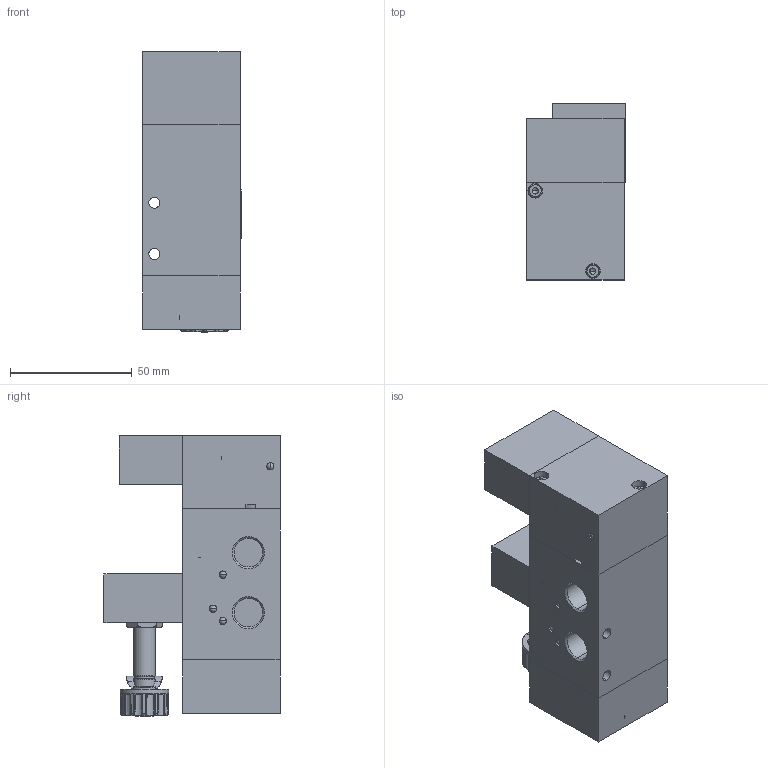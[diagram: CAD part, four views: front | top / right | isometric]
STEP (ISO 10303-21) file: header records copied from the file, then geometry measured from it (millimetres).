
FILE_DESCRIPTION (( 'STEP AP214' ), '1' );
FILE_NAME ('01_008_3.STEP', '2016-01-18T09:36:55', ( '' ), ( '' ), 'SwSTEP 2.0', 'SolidWorks 2016', '' );
FILE_SCHEMA (( 'AUTOMOTIVE_DESIGN' ));
Length unit declared in the file: millimetre
Products named in the file (1): 01_008_3
Bounding box: 40.5 x 72.3 x 115.15 mm (x, y, z)
Volume: 218209.1 mm3; surface area: 49179 mm2
Topology: 20 solids, 20 shells, 2316 faces, 6030 edges, 3780 vertices
Faces by surface type: cone 1196, cylinder 705, plane 325, torus 64, sphere 22, bspline 4
Entity records: 77507 total; most frequent: CARTESIAN_POINT 13671, DIRECTION 13591, ORIENTED_EDGE 11924, EDGE_CURVE 5962, AXIS2_PLACEMENT_3D 5618, VERTEX_POINT 3750, CIRCLE 3305, EDGE_LOOP 2388
